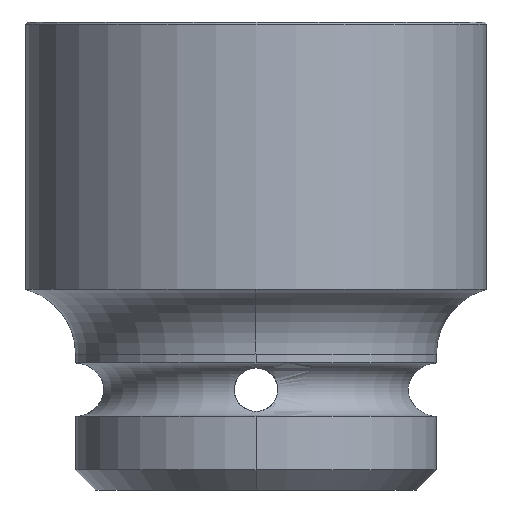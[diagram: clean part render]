
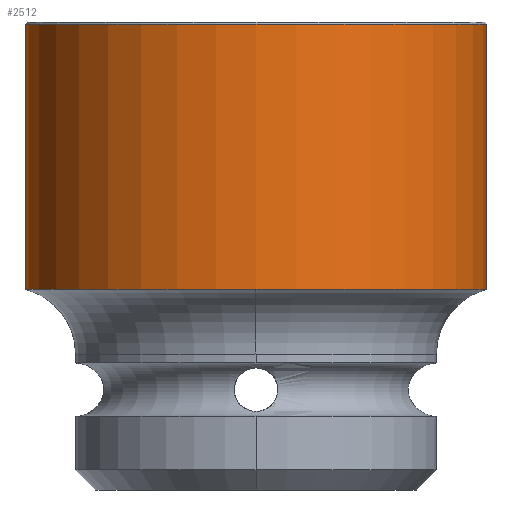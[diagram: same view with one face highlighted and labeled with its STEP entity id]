
A CAD part, left-side view. The second image highlights one B-rep face of the part: STEP entity #2512.
In plain terms, the highlighted cylindrical face has radius 34.5 mm (diameter 69 mm), a partial arc.
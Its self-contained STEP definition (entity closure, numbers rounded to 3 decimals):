
#464=DIRECTION('',(0.,0.,1.));
#465=VECTOR('',#464,39.7);
#466=CARTESIAN_POINT('',(0.,34.5,30.));
#467=LINE('',#466,#465);
#468=DIRECTION('',(0.,0.,1.));
#469=VECTOR('',#468,39.7);
#470=CARTESIAN_POINT('',(0.,-34.5,30.));
#471=LINE('',#470,#469);
#1146=CARTESIAN_POINT('',(0.,0.,69.7));
#1147=DIRECTION('',(0.,0.,1.));
#1148=DIRECTION('',(0.,1.,0.));
#1149=AXIS2_PLACEMENT_3D('',#1146,#1147,#1148);
#1151=CARTESIAN_POINT('',(0.,0.,30.));
#1152=DIRECTION('',(0.,0.,1.));
#1153=DIRECTION('',(-1.,0.,0.));
#1154=AXIS2_PLACEMENT_3D('',#1151,#1152,#1153);
#1156=CARTESIAN_POINT('',(0.,0.,30.));
#1157=DIRECTION('',(0.,0.,1.));
#1158=DIRECTION('',(0.,1.,0.));
#1159=AXIS2_PLACEMENT_3D('',#1156,#1157,#1158);
#1237=CARTESIAN_POINT('',(0.,34.5,30.));
#1238=CARTESIAN_POINT('',(-34.5,0.,30.));
#1239=VERTEX_POINT('',#1237);
#1240=VERTEX_POINT('',#1238);
#1245=CARTESIAN_POINT('',(0.,-34.5,30.));
#1246=VERTEX_POINT('',#1245);
#1261=CARTESIAN_POINT('',(0.,-34.5,69.7));
#1262=CARTESIAN_POINT('',(0.,34.5,69.7));
#1263=VERTEX_POINT('',#1261);
#1264=VERTEX_POINT('',#1262);
#2500=CARTESIAN_POINT('',(0.,0.,28.));
#2501=DIRECTION('',(0.,0.,1.));
#2502=DIRECTION('',(0.,1.,0.));
#2503=AXIS2_PLACEMENT_3D('',#2500,#2501,#2502);
#2504=CYLINDRICAL_SURFACE('',#2503,34.5);
#2505=ORIENTED_EDGE('',*,*,#2494,.T.);
#2506=ORIENTED_EDGE('',*,*,#1690,.F.);
#2507=ORIENTED_EDGE('',*,*,#1657,.F.);
#2508=ORIENTED_EDGE('',*,*,#1671,.F.);
#2509=ORIENTED_EDGE('',*,*,#1687,.T.);
#2510=EDGE_LOOP('',(#2505,#2506,#2507,#2508,#2509));
#2511=FACE_OUTER_BOUND('',#2510,.F.);
#2512=ADVANCED_FACE('',(#2511),#2504,.T.);
#1150=CIRCLE('',#1149,34.5);
#1155=CIRCLE('',#1154,34.5);
#1160=CIRCLE('',#1159,34.5);
#1657=EDGE_CURVE('',#1240,#1246,#1155,.T.);
#1671=EDGE_CURVE('',#1239,#1240,#1160,.T.);
#1687=EDGE_CURVE('',#1239,#1264,#467,.T.);
#1690=EDGE_CURVE('',#1246,#1263,#471,.T.);
#2494=EDGE_CURVE('',#1264,#1263,#1150,.T.);
